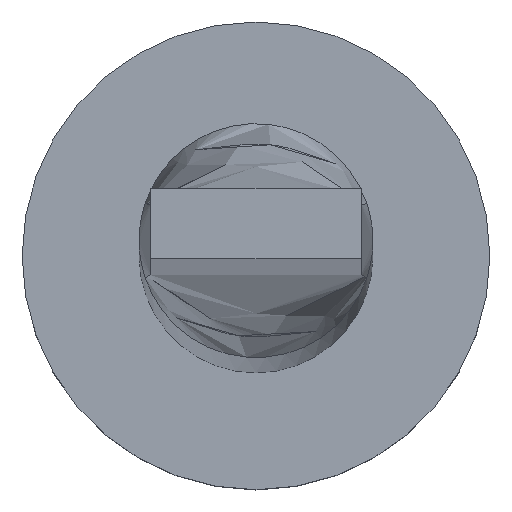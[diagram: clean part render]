
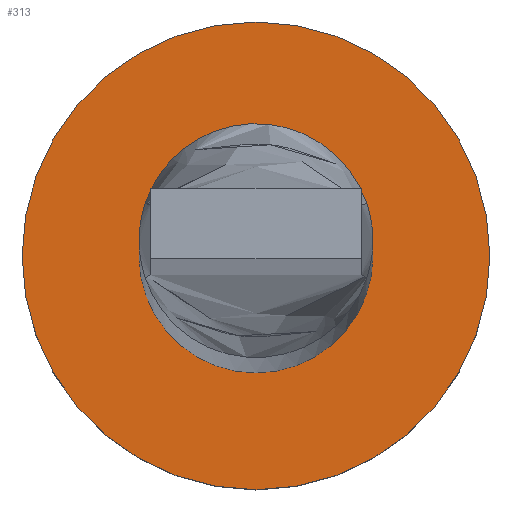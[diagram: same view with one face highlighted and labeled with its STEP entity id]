
A CAD part, top view. The second image highlights one B-rep face of the part: STEP entity #313.
In plain terms, the highlighted planar face has unit normal (0, 0, 1).
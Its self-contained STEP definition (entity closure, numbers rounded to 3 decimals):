
#15 = CARTESIAN_POINT ( 'NONE',  ( 2.5, 0., 3. ) ) ;
#18 = CARTESIAN_POINT ( 'NONE',  ( 5., 0., 3. ) ) ;
#39 = VERTEX_POINT ( 'NONE', #210 ) ;
#47 = PLANE ( 'NONE',  #561 ) ;
#61 = AXIS2_PLACEMENT_3D ( 'NONE', #472, #165, #85 ) ;
#74 = CIRCLE ( 'NONE', #478, 2.5 ) ;
#85 = DIRECTION ( 'NONE',  ( 1., 0., 0. ) ) ;
#99 = AXIS2_PLACEMENT_3D ( 'NONE', #415, #330, #325 ) ;
#107 = EDGE_CURVE ( 'NONE', #39, #529, #572, .T. ) ;
#110 = EDGE_LOOP ( 'NONE', ( #308, #366 ) ) ;
#111 = ORIENTED_EDGE ( 'NONE', *, *, #388, .T. ) ;
#137 = VERTEX_POINT ( 'NONE', #15 ) ;
#138 = CIRCLE ( 'NONE', #61, 2.5 ) ;
#141 = ORIENTED_EDGE ( 'NONE', *, *, #107, .T. ) ;
#165 = DIRECTION ( 'NONE',  ( 0., 0., 1. ) ) ;
#210 = CARTESIAN_POINT ( 'NONE',  ( -5., 0., 3. ) ) ;
#220 = EDGE_CURVE ( 'NONE', #137, #522, #74, .T. ) ;
#243 = CARTESIAN_POINT ( 'NONE',  ( 0., 0., 3. ) ) ;
#286 = CIRCLE ( 'NONE', #99, 5. ) ;
#296 = DIRECTION ( 'NONE',  ( 1., 0., 0. ) ) ;
#308 = ORIENTED_EDGE ( 'NONE', *, *, #480, .F. ) ;
#313 = ADVANCED_FACE ( 'NONE', ( #316, #575 ), #47, .T. ) ;
#316 = FACE_BOUND ( 'NONE', #110, .T. ) ;
#319 = DIRECTION ( 'NONE',  ( 0., 0., 1. ) ) ;
#325 = DIRECTION ( 'NONE',  ( 1., 0., 0. ) ) ;
#330 = DIRECTION ( 'NONE',  ( 0., 0., 1. ) ) ;
#362 = DIRECTION ( 'NONE',  ( 0., 0., 1. ) ) ;
#366 = ORIENTED_EDGE ( 'NONE', *, *, #220, .F. ) ;
#388 = EDGE_CURVE ( 'NONE', #529, #39, #286, .T. ) ;
#389 = CARTESIAN_POINT ( 'NONE',  ( -2.5, 0., 3. ) ) ;
#412 = CARTESIAN_POINT ( 'NONE',  ( 0., 0., 3. ) ) ;
#415 = CARTESIAN_POINT ( 'NONE',  ( 0., 0., 3. ) ) ;
#426 = DIRECTION ( 'NONE',  ( 0., 0., 1. ) ) ;
#461 = AXIS2_PLACEMENT_3D ( 'NONE', #243, #426, #520 ) ;
#464 = DIRECTION ( 'NONE',  ( 1., 0., 0. ) ) ;
#472 = CARTESIAN_POINT ( 'NONE',  ( 0., 0., 3. ) ) ;
#478 = AXIS2_PLACEMENT_3D ( 'NONE', #574, #362, #296 ) ;
#480 = EDGE_CURVE ( 'NONE', #522, #137, #138, .T. ) ;
#520 = DIRECTION ( 'NONE',  ( 1., 0., 0. ) ) ;
#522 = VERTEX_POINT ( 'NONE', #389 ) ;
#529 = VERTEX_POINT ( 'NONE', #18 ) ;
#542 = EDGE_LOOP ( 'NONE', ( #141, #111 ) ) ;
#561 = AXIS2_PLACEMENT_3D ( 'NONE', #412, #319, #464 ) ;
#572 = CIRCLE ( 'NONE', #461, 5. ) ;
#574 = CARTESIAN_POINT ( 'NONE',  ( 0., 0., 3. ) ) ;
#575 = FACE_OUTER_BOUND ( 'NONE', #542, .T. ) ;
